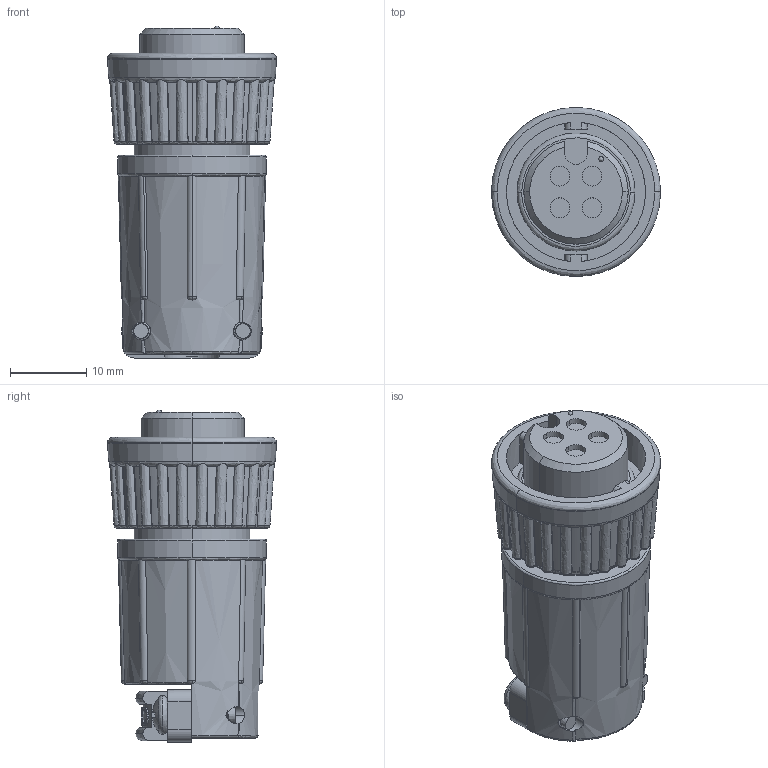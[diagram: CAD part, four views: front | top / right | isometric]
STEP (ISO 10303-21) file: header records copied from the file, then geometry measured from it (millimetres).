
FILE_DESCRIPTION (( 'STEP AP203' ), '1' );
FILE_NAME ('Part4^3382-5SG-528-HT.STEP', '2013-05-14T21:19:49', ( 'z' ), ( 'z' ), 'SwSTEP 2.0', 'SolidWorks 2012', '' );
FILE_SCHEMA (( 'CONFIG_CONTROL_DESIGN' ));
Length unit declared in the file: millimetre
Products named in the file (1): Part4^3382-5SG-528-HT
Bounding box: 22.23 x 22.23 x 43.62 mm (x, y, z)
Volume: 10389 mm3; surface area: 4920.2 mm2
Topology: 1 solids, 2 shells, 479 faces, 1391 edges, 913 vertices
Faces by surface type: bspline 181, plane 150, cone 79, cylinder 69
Entity records: 27953 total; most frequent: CARTESIAN_POINT 17383, ORIENTED_EDGE 2770, DIRECTION 1489, EDGE_CURVE 1385, VERTEX_POINT 913, B_SPLINE_CURVE_WITH_KNOTS 617, AXIS2_PLACEMENT_3D 585, EDGE_LOOP 502
